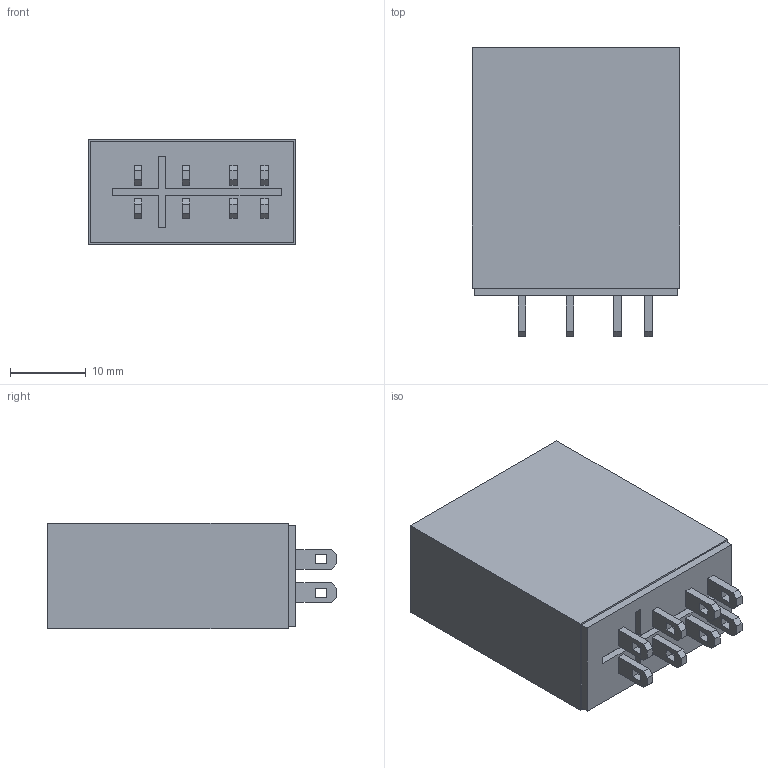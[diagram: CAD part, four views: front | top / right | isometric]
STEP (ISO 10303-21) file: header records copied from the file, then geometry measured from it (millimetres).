
FILE_DESCRIPTION((''),'2;1');
FILE_NAME('R2M.stp','2015-07-13T14:56:58',('CAD Station'),(''),'Autodesk Inventor 2013','Autodesk Inventor 2013','');
FILE_SCHEMA(('CONFIG_CONTROL_DESIGN'));
Length unit declared in the file: millimetre
Products named in the file (1): R2M
Bounding box: 27.5 x 38.3 x 14 mm (x, y, z)
Volume: 12709.1 mm3; surface area: 3873.5 mm2
Topology: 1 solids, 1 shells, 112 faces, 300 edges, 200 vertices
Faces by surface type: plane 112
Entity records: 3482 total; most frequent: CARTESIAN_POINT 613, ORIENTED_EDGE 600, DIRECTION 526, VECTOR 300, LINE 300, EDGE_CURVE 300, VERTEX_POINT 200, EDGE_LOOP 138
